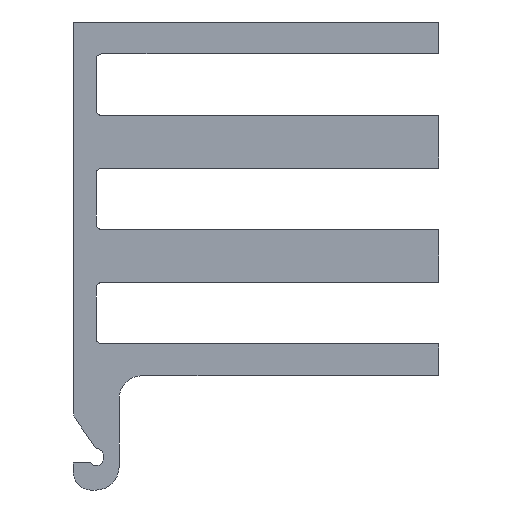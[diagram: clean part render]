
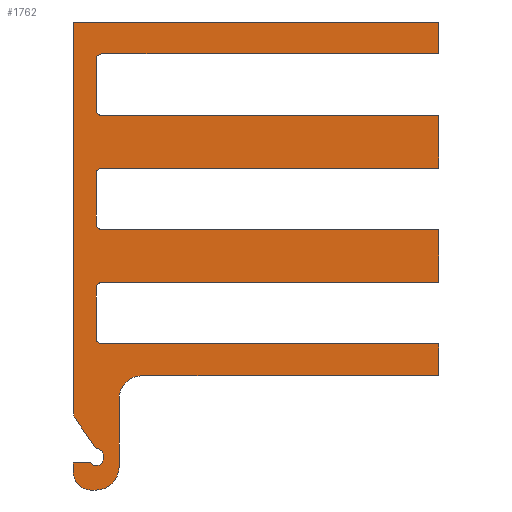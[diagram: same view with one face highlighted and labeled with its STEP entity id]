
A CAD part, front view. The second image highlights one B-rep face of the part: STEP entity #1762.
In plain terms, the highlighted planar face has unit normal (0, -1, 0).
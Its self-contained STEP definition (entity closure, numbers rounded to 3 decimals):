
#15=PLANE('',#1873);
#87=FACE_OUTER_BOUND('',#182,.T.);
#182=EDGE_LOOP('',(#1207,#1208,#1209,#1210,#1211,#1212,#1213,#1214,#1215,
#1216,#1217,#1218,#1219,#1220,#1221,#1222,#1223,#1224,#1225,#1226,#1227,
#1228,#1229,#1230,#1231,#1232,#1233,#1234,#1235,#1236,#1237,#1238,#1239));
#278=LINE('',#2532,#497);
#279=LINE('',#2534,#498);
#280=LINE('',#2538,#499);
#281=LINE('',#2542,#500);
#282=LINE('',#2546,#501);
#283=LINE('',#2548,#502);
#284=LINE('',#2550,#503);
#285=LINE('',#2554,#504);
#286=LINE('',#2558,#505);
#287=LINE('',#2560,#506);
#288=LINE('',#2562,#507);
#289=LINE('',#2566,#508);
#290=LINE('',#2570,#509);
#291=LINE('',#2572,#510);
#292=LINE('',#2574,#511);
#293=LINE('',#2578,#512);
#294=LINE('',#2582,#513);
#295=LINE('',#2584,#514);
#296=LINE('',#2586,#515);
#297=LINE('',#2588,#516);
#298=LINE('',#2592,#517);
#497=VECTOR('',#2025,10.);
#498=VECTOR('',#2026,10.);
#499=VECTOR('',#2029,10.);
#500=VECTOR('',#2032,10.);
#501=VECTOR('',#2035,10.);
#502=VECTOR('',#2036,10.);
#503=VECTOR('',#2037,10.);
#504=VECTOR('',#2040,10.);
#505=VECTOR('',#2043,10.);
#506=VECTOR('',#2044,10.);
#507=VECTOR('',#2045,10.);
#508=VECTOR('',#2048,10.);
#509=VECTOR('',#2051,10.);
#510=VECTOR('',#2052,10.);
#511=VECTOR('',#2053,10.);
#512=VECTOR('',#2056,10.);
#513=VECTOR('',#2059,10.);
#514=VECTOR('',#2060,10.);
#515=VECTOR('',#2061,10.);
#516=VECTOR('',#2062,10.);
#517=VECTOR('',#2065,10.);
#715=CIRCLE('',#1872,6.);
#716=CIRCLE('',#1874,15.);
#717=CIRCLE('',#1875,20.);
#718=CIRCLE('',#1876,20.);
#719=CIRCLE('',#1877,5.);
#720=CIRCLE('',#1878,5.);
#721=CIRCLE('',#1879,5.);
#722=CIRCLE('',#1880,5.);
#723=CIRCLE('',#1881,5.);
#724=CIRCLE('',#1882,5.);
#725=CIRCLE('',#1883,10.);
#726=CIRCLE('',#1884,6.25);
#764=VERTEX_POINT('',#2525);
#765=VERTEX_POINT('',#2527);
#766=VERTEX_POINT('',#2531);
#767=VERTEX_POINT('',#2533);
#768=VERTEX_POINT('',#2535);
#769=VERTEX_POINT('',#2537);
#770=VERTEX_POINT('',#2539);
#771=VERTEX_POINT('',#2541);
#772=VERTEX_POINT('',#2543);
#773=VERTEX_POINT('',#2545);
#774=VERTEX_POINT('',#2547);
#775=VERTEX_POINT('',#2549);
#776=VERTEX_POINT('',#2551);
#777=VERTEX_POINT('',#2553);
#778=VERTEX_POINT('',#2555);
#779=VERTEX_POINT('',#2557);
#780=VERTEX_POINT('',#2559);
#781=VERTEX_POINT('',#2561);
#782=VERTEX_POINT('',#2563);
#783=VERTEX_POINT('',#2565);
#784=VERTEX_POINT('',#2567);
#785=VERTEX_POINT('',#2569);
#786=VERTEX_POINT('',#2571);
#787=VERTEX_POINT('',#2573);
#788=VERTEX_POINT('',#2575);
#789=VERTEX_POINT('',#2577);
#790=VERTEX_POINT('',#2579);
#791=VERTEX_POINT('',#2581);
#792=VERTEX_POINT('',#2583);
#793=VERTEX_POINT('',#2585);
#794=VERTEX_POINT('',#2587);
#795=VERTEX_POINT('',#2589);
#796=VERTEX_POINT('',#2591);
#938=EDGE_CURVE('',#765,#764,#715,.T.);
#940=EDGE_CURVE('',#764,#766,#278,.T.);
#941=EDGE_CURVE('',#766,#767,#279,.T.);
#942=EDGE_CURVE('',#768,#767,#716,.T.);
#943=EDGE_CURVE('',#769,#768,#280,.T.);
#944=EDGE_CURVE('',#770,#769,#717,.T.);
#945=EDGE_CURVE('',#771,#770,#281,.T.);
#946=EDGE_CURVE('',#772,#771,#718,.T.);
#947=EDGE_CURVE('',#772,#773,#282,.T.);
#948=EDGE_CURVE('',#773,#774,#283,.T.);
#949=EDGE_CURVE('',#775,#774,#284,.T.);
#950=EDGE_CURVE('',#776,#775,#719,.T.);
#951=EDGE_CURVE('',#776,#777,#285,.T.);
#952=EDGE_CURVE('',#778,#777,#720,.T.);
#953=EDGE_CURVE('',#778,#779,#286,.T.);
#954=EDGE_CURVE('',#779,#780,#287,.T.);
#955=EDGE_CURVE('',#781,#780,#288,.T.);
#956=EDGE_CURVE('',#782,#781,#721,.T.);
#957=EDGE_CURVE('',#782,#783,#289,.T.);
#958=EDGE_CURVE('',#784,#783,#722,.T.);
#959=EDGE_CURVE('',#784,#785,#290,.T.);
#960=EDGE_CURVE('',#785,#786,#291,.T.);
#961=EDGE_CURVE('',#787,#786,#292,.T.);
#962=EDGE_CURVE('',#788,#787,#723,.T.);
#963=EDGE_CURVE('',#788,#789,#293,.T.);
#964=EDGE_CURVE('',#790,#789,#724,.T.);
#965=EDGE_CURVE('',#790,#791,#294,.T.);
#966=EDGE_CURVE('',#791,#792,#295,.T.);
#967=EDGE_CURVE('',#792,#793,#296,.T.);
#968=EDGE_CURVE('',#793,#794,#297,.T.);
#969=EDGE_CURVE('',#795,#794,#725,.T.);
#970=EDGE_CURVE('',#795,#796,#298,.T.);
#971=EDGE_CURVE('',#796,#765,#726,.T.);
#1207=ORIENTED_EDGE('',*,*,#938,.T.);
#1208=ORIENTED_EDGE('',*,*,#940,.T.);
#1209=ORIENTED_EDGE('',*,*,#941,.T.);
#1210=ORIENTED_EDGE('',*,*,#942,.F.);
#1211=ORIENTED_EDGE('',*,*,#943,.F.);
#1212=ORIENTED_EDGE('',*,*,#944,.F.);
#1213=ORIENTED_EDGE('',*,*,#945,.F.);
#1214=ORIENTED_EDGE('',*,*,#946,.F.);
#1215=ORIENTED_EDGE('',*,*,#947,.T.);
#1216=ORIENTED_EDGE('',*,*,#948,.T.);
#1217=ORIENTED_EDGE('',*,*,#949,.F.);
#1218=ORIENTED_EDGE('',*,*,#950,.F.);
#1219=ORIENTED_EDGE('',*,*,#951,.T.);
#1220=ORIENTED_EDGE('',*,*,#952,.F.);
#1221=ORIENTED_EDGE('',*,*,#953,.T.);
#1222=ORIENTED_EDGE('',*,*,#954,.T.);
#1223=ORIENTED_EDGE('',*,*,#955,.F.);
#1224=ORIENTED_EDGE('',*,*,#956,.F.);
#1225=ORIENTED_EDGE('',*,*,#957,.T.);
#1226=ORIENTED_EDGE('',*,*,#958,.F.);
#1227=ORIENTED_EDGE('',*,*,#959,.T.);
#1228=ORIENTED_EDGE('',*,*,#960,.T.);
#1229=ORIENTED_EDGE('',*,*,#961,.F.);
#1230=ORIENTED_EDGE('',*,*,#962,.F.);
#1231=ORIENTED_EDGE('',*,*,#963,.T.);
#1232=ORIENTED_EDGE('',*,*,#964,.F.);
#1233=ORIENTED_EDGE('',*,*,#965,.T.);
#1234=ORIENTED_EDGE('',*,*,#966,.T.);
#1235=ORIENTED_EDGE('',*,*,#967,.T.);
#1236=ORIENTED_EDGE('',*,*,#968,.T.);
#1237=ORIENTED_EDGE('',*,*,#969,.F.);
#1238=ORIENTED_EDGE('',*,*,#970,.T.);
#1239=ORIENTED_EDGE('',*,*,#971,.T.);
#1762=ADVANCED_FACE('',(#87),#15,.T.);
#1872=AXIS2_PLACEMENT_3D('',#2528,#2020,#2021);
#1873=AXIS2_PLACEMENT_3D('',#2530,#2023,#2024);
#1874=AXIS2_PLACEMENT_3D('',#2536,#2027,#2028);
#1875=AXIS2_PLACEMENT_3D('',#2540,#2030,#2031);
#1876=AXIS2_PLACEMENT_3D('',#2544,#2033,#2034);
#1877=AXIS2_PLACEMENT_3D('',#2552,#2038,#2039);
#1878=AXIS2_PLACEMENT_3D('',#2556,#2041,#2042);
#1879=AXIS2_PLACEMENT_3D('',#2564,#2046,#2047);
#1880=AXIS2_PLACEMENT_3D('',#2568,#2049,#2050);
#1881=AXIS2_PLACEMENT_3D('',#2576,#2054,#2055);
#1882=AXIS2_PLACEMENT_3D('',#2580,#2057,#2058);
#1883=AXIS2_PLACEMENT_3D('',#2590,#2063,#2064);
#1884=AXIS2_PLACEMENT_3D('',#2593,#2066,#2067);
#2020=DIRECTION('center_axis',(0.,1.,0.));
#2021=DIRECTION('ref_axis',(1.,0.,0.));
#2023=DIRECTION('center_axis',(0.,-1.,0.));
#2024=DIRECTION('ref_axis',(0.,0.,-1.));
#2025=DIRECTION('',(-1.,0.,0.));
#2026=DIRECTION('',(0.,0.,-1.));
#2027=DIRECTION('center_axis',(0.,1.,0.));
#2028=DIRECTION('ref_axis',(-0.707,0.,-0.707));
#2029=DIRECTION('',(-1.,0.,0.));
#2030=DIRECTION('center_axis',(0.,1.,0.));
#2031=DIRECTION('ref_axis',(0.707,0.,-0.707));
#2032=DIRECTION('',(0.,0.,-1.));
#2033=DIRECTION('center_axis',(0.,-1.,0.));
#2034=DIRECTION('ref_axis',(-0.707,0.,0.707));
#2035=DIRECTION('',(1.,0.,0.));
#2036=DIRECTION('',(0.,0.,1.));
#2037=DIRECTION('',(1.,0.,0.));
#2038=DIRECTION('center_axis',(0.,-1.,0.));
#2039=DIRECTION('ref_axis',(-0.707,0.,-0.707));
#2040=DIRECTION('',(0.,0.,1.));
#2041=DIRECTION('center_axis',(0.,-1.,0.));
#2042=DIRECTION('ref_axis',(-0.707,0.,0.707));
#2043=DIRECTION('',(1.,0.,0.));
#2044=DIRECTION('',(0.,0.,1.));
#2045=DIRECTION('',(1.,0.,0.));
#2046=DIRECTION('center_axis',(0.,-1.,0.));
#2047=DIRECTION('ref_axis',(-0.707,0.,-0.707));
#2048=DIRECTION('',(0.,0.,1.));
#2049=DIRECTION('center_axis',(0.,-1.,0.));
#2050=DIRECTION('ref_axis',(-0.707,0.,0.707));
#2051=DIRECTION('',(1.,0.,0.));
#2052=DIRECTION('',(0.,0.,1.));
#2053=DIRECTION('',(1.,0.,0.));
#2054=DIRECTION('center_axis',(0.,-1.,0.));
#2055=DIRECTION('ref_axis',(-0.707,0.,-0.707));
#2056=DIRECTION('',(0.,0.,1.));
#2057=DIRECTION('center_axis',(0.,-1.,0.));
#2058=DIRECTION('ref_axis',(-0.707,0.,0.707));
#2059=DIRECTION('',(1.,0.,0.));
#2060=DIRECTION('',(0.,0.,1.));
#2061=DIRECTION('',(-1.,0.,0.));
#2062=DIRECTION('',(0.,0.,-1.));
#2063=DIRECTION('center_axis',(0.,1.,0.));
#2064=DIRECTION('ref_axis',(-0.955,0.,-0.297));
#2065=DIRECTION('',(0.568,0.,-0.823));
#2066=DIRECTION('center_axis',(0.,1.,0.));
#2067=DIRECTION('ref_axis',(-1.,0.,0.));
#2525=CARTESIAN_POINT('',(-4.721,92.,-6.25));
#2527=CARTESIAN_POINT('',(6.038,92.,-1.615));
#2528=CARTESIAN_POINT('Origin',(0.144,92.,-2.738));
#2530=CARTESIAN_POINT('Origin',(-10.,92.,375.));
#2531=CARTESIAN_POINT('',(-20.,92.,-6.25));
#2532=CARTESIAN_POINT('',(0.,92.,-6.25));
#2533=CARTESIAN_POINT('',(-20.,92.,-15.));
#2534=CARTESIAN_POINT('',(-20.,92.,75.));
#2535=CARTESIAN_POINT('',(-5.,92.,-30.));
#2536=CARTESIAN_POINT('Origin',(-5.,92.,-15.));
#2537=CARTESIAN_POINT('',(0.,92.,-30.));
#2538=CARTESIAN_POINT('',(-20.,92.,-30.));
#2539=CARTESIAN_POINT('',(20.,92.,-10.));
#2540=CARTESIAN_POINT('Origin',(0.,92.,-10.));
#2541=CARTESIAN_POINT('',(20.,92.,50.));
#2542=CARTESIAN_POINT('',(20.,92.,70.));
#2543=CARTESIAN_POINT('',(40.,92.,70.));
#2544=CARTESIAN_POINT('Origin',(40.,92.,50.));
#2545=CARTESIAN_POINT('',(300.,92.,70.));
#2546=CARTESIAN_POINT('',(-10.,92.,70.));
#2547=CARTESIAN_POINT('',(300.,92.,98.));
#2548=CARTESIAN_POINT('',(300.,92.,375.));
#2549=CARTESIAN_POINT('',(5.,92.,98.));
#2550=CARTESIAN_POINT('',(140.,92.,98.));
#2551=CARTESIAN_POINT('',(0.,92.,103.));
#2552=CARTESIAN_POINT('Origin',(5.,92.,103.));
#2553=CARTESIAN_POINT('',(0.,92.,147.));
#2554=CARTESIAN_POINT('',(0.,92.,250.));
#2555=CARTESIAN_POINT('',(5.,92.,152.));
#2556=CARTESIAN_POINT('Origin',(5.,92.,147.));
#2557=CARTESIAN_POINT('',(300.,92.,152.));
#2558=CARTESIAN_POINT('',(140.,92.,152.));
#2559=CARTESIAN_POINT('',(300.,92.,198.));
#2560=CARTESIAN_POINT('',(300.,92.,375.));
#2561=CARTESIAN_POINT('',(5.,92.,198.));
#2562=CARTESIAN_POINT('',(140.,92.,198.));
#2563=CARTESIAN_POINT('',(0.,92.,203.));
#2564=CARTESIAN_POINT('Origin',(5.,92.,203.));
#2565=CARTESIAN_POINT('',(0.,92.,247.));
#2566=CARTESIAN_POINT('',(0.,92.,300.));
#2567=CARTESIAN_POINT('',(5.,92.,252.));
#2568=CARTESIAN_POINT('Origin',(5.,92.,247.));
#2569=CARTESIAN_POINT('',(300.,92.,252.));
#2570=CARTESIAN_POINT('',(140.,92.,252.));
#2571=CARTESIAN_POINT('',(300.,92.,298.));
#2572=CARTESIAN_POINT('',(300.,92.,375.));
#2573=CARTESIAN_POINT('',(5.,92.,298.));
#2574=CARTESIAN_POINT('',(140.,92.,298.));
#2575=CARTESIAN_POINT('',(0.,92.,303.));
#2576=CARTESIAN_POINT('Origin',(5.,92.,303.));
#2577=CARTESIAN_POINT('',(0.,92.,347.));
#2578=CARTESIAN_POINT('',(0.,92.,350.));
#2579=CARTESIAN_POINT('',(5.,92.,352.));
#2580=CARTESIAN_POINT('Origin',(5.,92.,347.));
#2581=CARTESIAN_POINT('',(300.,92.,352.));
#2582=CARTESIAN_POINT('',(140.,92.,352.));
#2583=CARTESIAN_POINT('',(300.,92.,380.));
#2584=CARTESIAN_POINT('',(300.,92.,375.));
#2585=CARTESIAN_POINT('',(-20.,92.,380.));
#2586=CARTESIAN_POINT('',(-10.,92.,380.));
#2587=CARTESIAN_POINT('',(-20.,92.,38.114));
#2588=CARTESIAN_POINT('',(-20.,92.,75.));
#2589=CARTESIAN_POINT('',(-18.232,92.,32.437));
#2590=CARTESIAN_POINT('Origin',(-10.,92.,38.114));
#2591=CARTESIAN_POINT('',(-0.171,92.,6.248));
#2592=CARTESIAN_POINT('',(-87.84,92.,133.369));
#2593=CARTESIAN_POINT('Origin',(0.,92.,0.));
